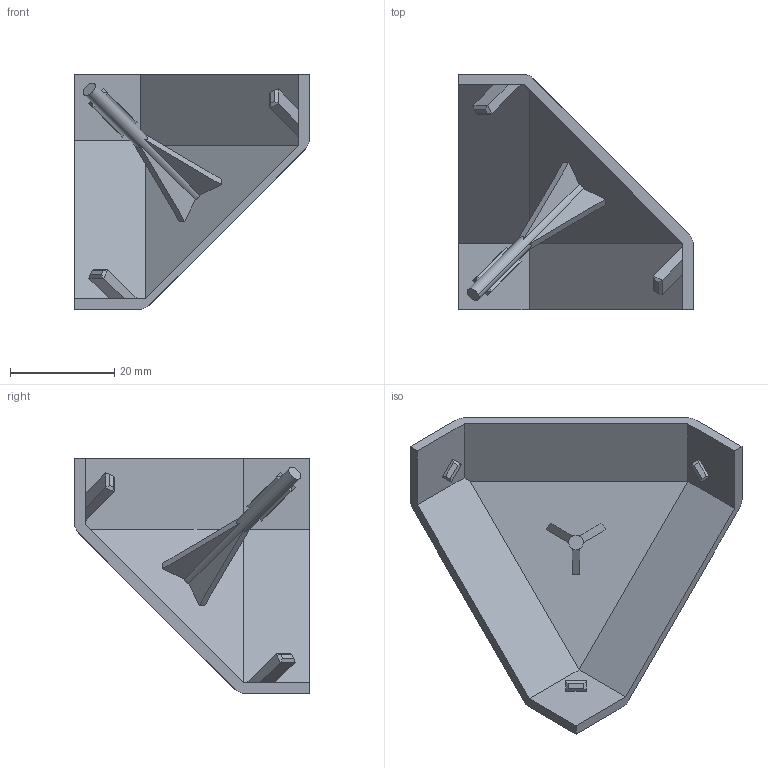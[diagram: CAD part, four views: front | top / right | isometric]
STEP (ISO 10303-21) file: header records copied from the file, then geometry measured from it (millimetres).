
FILE_DESCRIPTION (( 'STEP AP203' ), '1' );
FILE_NAME ('084.310.016.STEP', '2013-01-25T13:46:44', ( 'Alusic' ), ( 'Alusic' ), 'SwSTEP 2.0', 'SolidWorks 2011', '' );
FILE_SCHEMA (( 'CONFIG_CONTROL_DESIGN' ));
Length unit declared in the file: millimetre
Products named in the file (1): 084.310.016
Bounding box: 45 x 45 x 45 mm (x, y, z)
Volume: 6121.7 mm3; surface area: 7377.4 mm2
Topology: 1 solids, 1 shells, 74 faces, 173 edges, 104 vertices
Faces by surface type: plane 54, cylinder 14, sphere 6
Entity records: 2128 total; most frequent: CARTESIAN_POINT 372, ORIENTED_EDGE 344, DIRECTION 344, EDGE_CURVE 172, VECTOR 136, LINE 136, VERTEX_POINT 104, AXIS2_PLACEMENT_3D 104
